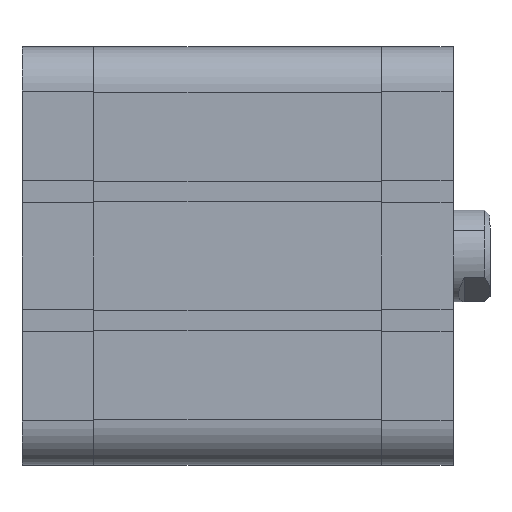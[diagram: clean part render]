
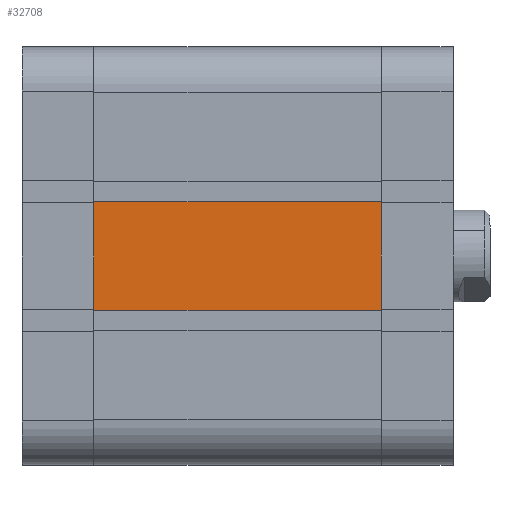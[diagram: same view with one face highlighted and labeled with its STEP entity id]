
A CAD part, front view. The second image highlights one B-rep face of the part: STEP entity #32708.
In plain terms, the highlighted planar face has unit normal (0, -1, 0).
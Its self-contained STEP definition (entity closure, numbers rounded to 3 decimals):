
#69 = VECTOR ( 'NONE', #9139, 1000. ) ;
#450 = CARTESIAN_POINT ( 'NONE',  ( 78.001, -56.75, 14.7 ) ) ;
#1138 = ORIENTED_EDGE ( 'NONE', *, *, #11372, .T. ) ;
#1565 = VECTOR ( 'NONE', #25856, 1000. ) ;
#1761 = DIRECTION ( 'NONE',  ( 0., 0., 1. ) ) ;
#3798 = VERTEX_POINT ( 'NONE', #8418 ) ;
#4587 = EDGE_CURVE ( 'NONE', #15673, #22618, #11721, .T. ) ;
#4849 = CARTESIAN_POINT ( 'NONE',  ( 78.001, -56.75, -14.7 ) ) ;
#5599 = LINE ( 'NONE', #450, #19539 ) ;
#6385 = ORIENTED_EDGE ( 'NONE', *, *, #7747, .T. ) ;
#7171 = ORIENTED_EDGE ( 'NONE', *, *, #20243, .F. ) ;
#7747 = EDGE_CURVE ( 'NONE', #15673, #15728, #5599, .T. ) ;
#8418 = CARTESIAN_POINT ( 'NONE',  ( 0., -56.75, -14.7 ) ) ;
#9139 = DIRECTION ( 'NONE',  ( 0., 0., -1. ) ) ;
#9817 = CARTESIAN_POINT ( 'NONE',  ( 78., -56.75, -56.75 ) ) ;
#10028 = VECTOR ( 'NONE', #28301, 1000. ) ;
#11372 = EDGE_CURVE ( 'NONE', #15728, #3798, #18436, .T. ) ;
#11721 = LINE ( 'NONE', #22278, #69 ) ;
#13923 = AXIS2_PLACEMENT_3D ( 'NONE', #9817, #30206, #1761 ) ;
#15109 = ORIENTED_EDGE ( 'NONE', *, *, #4587, .F. ) ;
#15673 = VERTEX_POINT ( 'NONE', #30809 ) ;
#15728 = VERTEX_POINT ( 'NONE', #22367 ) ;
#16090 = DIRECTION ( 'NONE',  ( -1., 0., 0. ) ) ;
#18112 = LINE ( 'NONE', #4849, #10028 ) ;
#18436 = LINE ( 'NONE', #31224, #1565 ) ;
#19539 = VECTOR ( 'NONE', #16090, 1000. ) ;
#20243 = EDGE_CURVE ( 'NONE', #22618, #3798, #18112, .T. ) ;
#20885 = CARTESIAN_POINT ( 'NONE',  ( 78., -56.75, -14.7 ) ) ;
#22278 = CARTESIAN_POINT ( 'NONE',  ( 78., -56.75, -56.75 ) ) ;
#22367 = CARTESIAN_POINT ( 'NONE',  ( 0., -56.75, 14.7 ) ) ;
#22618 = VERTEX_POINT ( 'NONE', #20885 ) ;
#25068 = EDGE_LOOP ( 'NONE', ( #6385, #1138, #7171, #15109 ) ) ;
#25689 = FACE_OUTER_BOUND ( 'NONE', #25068, .T. ) ;
#25856 = DIRECTION ( 'NONE',  ( 0., 0., -1. ) ) ;
#28301 = DIRECTION ( 'NONE',  ( -1., 0., 0. ) ) ;
#30206 = DIRECTION ( 'NONE',  ( 0., 1., 0. ) ) ;
#30809 = CARTESIAN_POINT ( 'NONE',  ( 78., -56.75, 14.7 ) ) ;
#31224 = CARTESIAN_POINT ( 'NONE',  ( 0., -56.75, -56.75 ) ) ;
#32708 = ADVANCED_FACE ( 'NONE', ( #25689 ), #32802, .F. ) ;
#32802 = PLANE ( 'NONE',  #13923 ) ;
